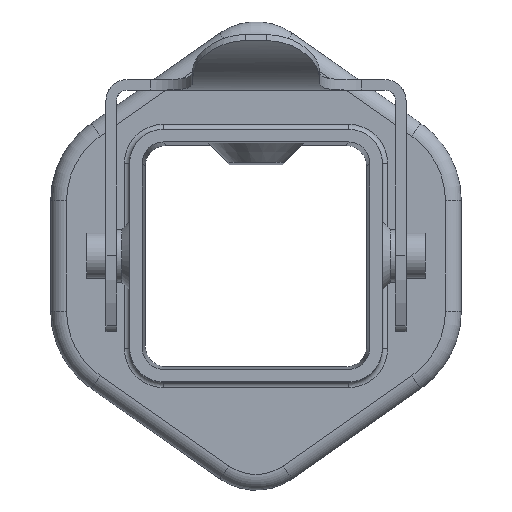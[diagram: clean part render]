
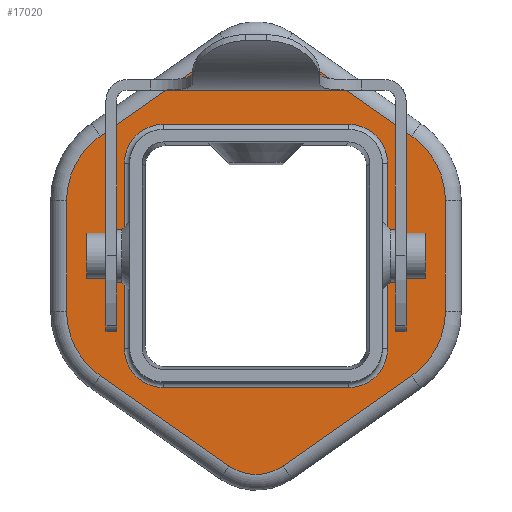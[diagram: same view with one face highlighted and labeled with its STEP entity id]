
A CAD part, top view. The second image highlights one B-rep face of the part: STEP entity #17020.
In plain terms, the highlighted planar face has unit normal (0, 0, 1).
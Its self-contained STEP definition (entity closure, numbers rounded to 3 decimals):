
#9670=CARTESIAN_POINT('',(32.723,36.42,2.5));
#9680=VERTEX_POINT('',#9670);
#9710=CARTESIAN_POINT('',(40.223,36.42,2.5));
#9720=DIRECTION('',(0.,0.,-1.));
#9730=DIRECTION('',(-1.,0.,0.));
#9740=AXIS2_PLACEMENT_3D('',#9710,#9720,#9730);
#9750=CIRCLE('',#9740,7.5);
#9760=CARTESIAN_POINT('',(35.922,30.276,2.5));
#9770=VERTEX_POINT('',#9760);
#9780=EDGE_CURVE('',#9770,#9680,#9750,.T.);
#10010=CARTESIAN_POINT('',(65.525,30.276,2.5));
#10020=VERTEX_POINT('',#10010);
#10050=CARTESIAN_POINT('',(61.223,36.42,2.5));
#10060=DIRECTION('',(0.,0.,-1.));
#10070=DIRECTION('',(-1.,0.,0.));
#10080=AXIS2_PLACEMENT_3D('',#10050,#10060,#10070);
#10090=CIRCLE('',#10080,7.5);
#10100=CARTESIAN_POINT('',(68.723,36.42,2.5));
#10110=VERTEX_POINT('',#10100);
#10120=EDGE_CURVE('',#10110,#10020,#10090,.T.);
#15430=CARTESIAN_POINT('',(0.,0.,2.5));
#15440=DIRECTION('',(0.,0.,1.));
#15450=DIRECTION('',(1.,0.,0.));
#15460=AXIS2_PLACEMENT_3D('',#15430,#15440,#15450);
#15470=PLANE('',#15460);
#15480=CARTESIAN_POINT('',(41.923,32.855,2.5));
#15490=DIRECTION('',(0.,0.,-1.));
#15500=DIRECTION('',(-1.,0.,0.));
#15510=AXIS2_PLACEMENT_3D('',#15480,#15490,#15500);
#15520=CIRCLE('',#15510,3.7);
#15530=CARTESIAN_POINT('',(41.923,29.155,2.5));
#15540=VERTEX_POINT('',#15530);
#15550=CARTESIAN_POINT('',(38.223,32.855,2.5));
#15560=VERTEX_POINT('',#15550);
#15570=EDGE_CURVE('',#15540,#15560,#15520,.T.);
#15580=ORIENTED_EDGE('',*,*,#15570,.T.);
#15590=CARTESIAN_POINT('',(0.,29.155,2.5));
#15600=DIRECTION('',(1.,0.,0.));
#15610=VECTOR('',#15600,1.);
#15620=LINE('',#15590,#15610);
#15630=CARTESIAN_POINT('',(59.523,29.155,2.5));
#15640=VERTEX_POINT('',#15630);
#15650=EDGE_CURVE('',#15540,#15640,#15620,.T.);
#15660=ORIENTED_EDGE('',*,*,#15650,.F.);
#15670=CARTESIAN_POINT('',(59.523,32.855,2.5));
#15680=DIRECTION('',(0.,0.,1.));
#15690=DIRECTION('',(1.,0.,0.));
#15700=AXIS2_PLACEMENT_3D('',#15670,#15680,#15690);
#15710=CIRCLE('',#15700,3.7);
#15720=CARTESIAN_POINT('',(63.223,32.855,2.5));
#15730=VERTEX_POINT('',#15720);
#15740=EDGE_CURVE('',#15640,#15730,#15710,.T.);
#15750=ORIENTED_EDGE('',*,*,#15740,.F.);
#15760=CARTESIAN_POINT('',(63.223,0.,2.5));
#15770=DIRECTION('',(0.,-1.,0.));
#15780=VECTOR('',#15770,1.);
#15790=LINE('',#15760,#15780);
#15800=CARTESIAN_POINT('',(63.223,50.455,2.5));
#15810=VERTEX_POINT('',#15800);
#15820=EDGE_CURVE('',#15810,#15730,#15790,.T.);
#15830=ORIENTED_EDGE('',*,*,#15820,.T.);
#15840=CARTESIAN_POINT('',(59.523,50.455,2.5));
#15850=DIRECTION('',(0.,0.,1.));
#15860=DIRECTION('',(1.,0.,0.));
#15870=AXIS2_PLACEMENT_3D('',#15840,#15850,#15860);
#15880=CIRCLE('',#15870,3.7);
#15890=CARTESIAN_POINT('',(59.523,54.155,2.5));
#15900=VERTEX_POINT('',#15890);
#15910=EDGE_CURVE('',#15810,#15900,#15880,.T.);
#15920=ORIENTED_EDGE('',*,*,#15910,.F.);
#15930=CARTESIAN_POINT('',(0.,54.155,2.5));
#15940=DIRECTION('',(-1.,0.,0.));
#15950=VECTOR('',#15940,1.);
#15960=LINE('',#15930,#15950);
#15970=CARTESIAN_POINT('',(41.923,54.155,2.5));
#15980=VERTEX_POINT('',#15970);
#15990=EDGE_CURVE('',#15900,#15980,#15960,.T.);
#16000=ORIENTED_EDGE('',*,*,#15990,.F.);
#16010=CARTESIAN_POINT('',(41.923,50.455,2.5));
#16020=DIRECTION('',(0.,0.,-1.));
#16030=DIRECTION('',(-1.,0.,0.));
#16040=AXIS2_PLACEMENT_3D('',#16010,#16020,#16030);
#16050=CIRCLE('',#16040,3.7);
#16060=CARTESIAN_POINT('',(38.223,50.455,2.5));
#16070=VERTEX_POINT('',#16060);
#16080=EDGE_CURVE('',#16070,#15980,#16050,.T.);
#16090=ORIENTED_EDGE('',*,*,#16080,.T.);
#16100=CARTESIAN_POINT('',(38.223,0.,2.5));
#16110=DIRECTION('',(0.,-1.,0.));
#16120=VECTOR('',#16110,1.);
#16130=LINE('',#16100,#16120);
#16140=EDGE_CURVE('',#16070,#15560,#16130,.T.);
#16150=ORIENTED_EDGE('',*,*,#16140,.F.);
#16160=EDGE_LOOP('',(#16150,#16090,#16000,#15920,#15830,#15750,#15660,
#15580));
#16170=FACE_BOUND('',#16160,.T.);
#16180=CARTESIAN_POINT('',(0.,55.429,2.5));
#16190=DIRECTION('',(0.819,-0.574,0.));
#16200=VECTOR('',#16190,1.);
#16210=LINE('',#16180,#16200);
#16220=CARTESIAN_POINT('',(48.142,21.719,2.5));
#16230=VERTEX_POINT('',#16220);
#16240=EDGE_CURVE('',#9770,#16230,#16210,.T.);
#16250=ORIENTED_EDGE('',*,*,#16240,.T.);
#16260=ORIENTED_EDGE('',*,*,#9780,.F.);
#16270=CARTESIAN_POINT('',(32.723,0.,2.5));
#16280=DIRECTION('',(0.,-1.,0.));
#16290=VECTOR('',#16280,1.);
#16300=LINE('',#16270,#16290);
#16310=CARTESIAN_POINT('',(32.723,46.891,2.5));
#16320=VERTEX_POINT('',#16310);
#16330=EDGE_CURVE('',#16320,#9680,#16300,.T.);
#16340=ORIENTED_EDGE('',*,*,#16330,.T.);
#16350=CARTESIAN_POINT('',(40.223,46.891,2.5));
#16360=DIRECTION('',(0.,0.,-1.));
#16370=DIRECTION('',(-1.,0.,0.));
#16380=AXIS2_PLACEMENT_3D('',#16350,#16360,#16370);
#16390=CIRCLE('',#16380,7.5);
#16400=CARTESIAN_POINT('',(35.922,53.035,2.5));
#16410=VERTEX_POINT('',#16400);
#16420=EDGE_CURVE('',#16320,#16410,#16390,.T.);
#16430=ORIENTED_EDGE('',*,*,#16420,.F.);
#16440=CARTESIAN_POINT('',(0.,27.882,2.5));
#16450=DIRECTION('',(-0.819,-0.574,0.));
#16460=VECTOR('',#16450,1.);
#16470=LINE('',#16440,#16460);
#16480=CARTESIAN_POINT('',(48.142,61.592,2.5));
#16490=VERTEX_POINT('',#16480);
#16500=EDGE_CURVE('',#16490,#16410,#16470,.T.);
#16510=ORIENTED_EDGE('',*,*,#16500,.T.);
#16520=CARTESIAN_POINT('',(50.723,57.905,2.5));
#16530=DIRECTION('',(0.,0.,1.));
#16540=DIRECTION('',(1.,0.,0.));
#16550=AXIS2_PLACEMENT_3D('',#16520,#16530,#16540);
#16560=CIRCLE('',#16550,4.5);
#16570=CARTESIAN_POINT('',(53.304,61.592,2.5));
#16580=VERTEX_POINT('',#16570);
#16590=EDGE_CURVE('',#16580,#16490,#16560,.T.);
#16600=ORIENTED_EDGE('',*,*,#16590,.T.);
#16610=CARTESIAN_POINT('',(0.,98.916,2.5));
#16620=DIRECTION('',(-0.819,0.574,0.));
#16630=VECTOR('',#16620,1.);
#16640=LINE('',#16610,#16630);
#16650=CARTESIAN_POINT('',(65.525,53.035,2.5));
#16660=VERTEX_POINT('',#16650);
#16670=EDGE_CURVE('',#16660,#16580,#16640,.T.);
#16680=ORIENTED_EDGE('',*,*,#16670,.T.);
#16690=CARTESIAN_POINT('',(61.223,46.891,2.5));
#16700=DIRECTION('',(0.,0.,-1.));
#16710=DIRECTION('',(-1.,0.,0.));
#16720=AXIS2_PLACEMENT_3D('',#16690,#16700,#16710);
#16730=CIRCLE('',#16720,7.5);
#16740=CARTESIAN_POINT('',(68.723,46.891,2.5));
#16750=VERTEX_POINT('',#16740);
#16760=EDGE_CURVE('',#16660,#16750,#16730,.T.);
#16770=ORIENTED_EDGE('',*,*,#16760,.F.);
#16780=CARTESIAN_POINT('',(68.723,0.,2.5));
#16790=DIRECTION('',(0.,1.,0.));
#16800=VECTOR('',#16790,1.);
#16810=LINE('',#16780,#16800);
#16820=EDGE_CURVE('',#10110,#16750,#16810,.T.);
#16830=ORIENTED_EDGE('',*,*,#16820,.T.);
#16840=ORIENTED_EDGE('',*,*,#10120,.F.);
#16850=CARTESIAN_POINT('',(0.,-15.605,2.5));
#16860=DIRECTION('',(0.819,0.574,0.));
#16870=VECTOR('',#16860,1.);
#16880=LINE('',#16850,#16870);
#16890=CARTESIAN_POINT('',(53.304,21.719,2.5));
#16900=VERTEX_POINT('',#16890);
#16910=EDGE_CURVE('',#16900,#10020,#16880,.T.);
#16920=ORIENTED_EDGE('',*,*,#16910,.T.);
#16930=CARTESIAN_POINT('',(50.723,25.405,2.5));
#16940=DIRECTION('',(0.,0.,1.));
#16950=DIRECTION('',(1.,0.,0.));
#16960=AXIS2_PLACEMENT_3D('',#16930,#16940,#16950);
#16970=CIRCLE('',#16960,4.5);
#16980=EDGE_CURVE('',#16230,#16900,#16970,.T.);
#16990=ORIENTED_EDGE('',*,*,#16980,.T.);
#17000=EDGE_LOOP('',(#16990,#16920,#16840,#16830,#16770,#16680,#16600,
#16510,#16430,#16340,#16260,#16250));
#17010=FACE_OUTER_BOUND('',#17000,.T.);
#17020=ADVANCED_FACE('',(#16170,#17010),#15470,.T.);
